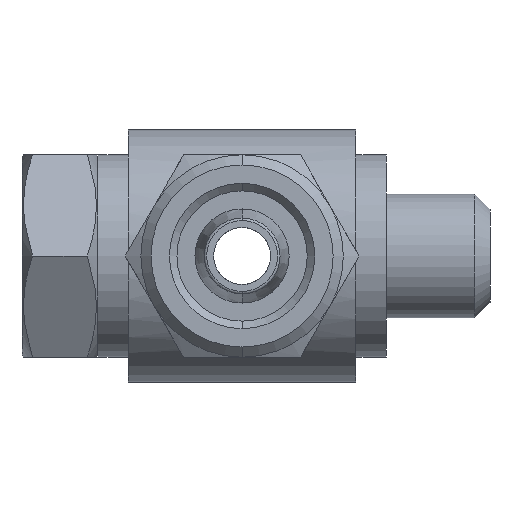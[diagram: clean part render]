
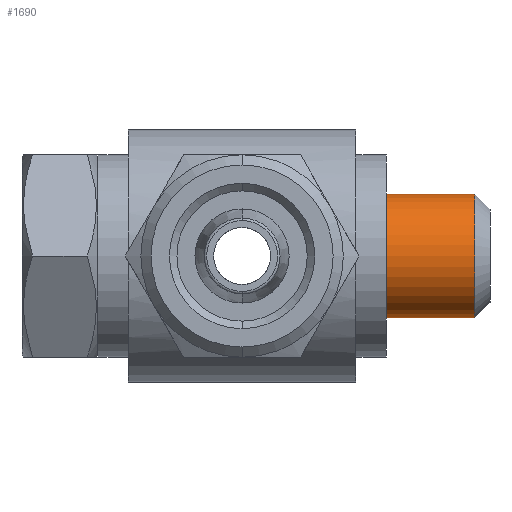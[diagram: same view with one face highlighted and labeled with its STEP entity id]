
A CAD part, left-side view. The second image highlights one B-rep face of the part: STEP entity #1690.
In plain terms, the highlighted cylindrical face has radius 2.45 mm (diameter 4.9 mm), a partial arc.
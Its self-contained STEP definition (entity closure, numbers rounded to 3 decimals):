
#910 = CARTESIAN_POINT ( 'NONE',  ( 0., 0.6, 2.45 ) ) ;
#912 = CARTESIAN_POINT ( 'NONE',  ( 0., 0.6, -2.45 ) ) ;
#958 = CARTESIAN_POINT ( 'NONE',  ( 0., 36.035, -2.45 ) ) ;
#959 = DIRECTION ( 'NONE',  ( 0., 1., 0. ) ) ;
#966 = CARTESIAN_POINT ( 'NONE',  ( 0., 36.035, 2.45 ) ) ;
#967 = DIRECTION ( 'NONE',  ( 0., 1., 0. ) ) ;
#1066 = CARTESIAN_POINT ( 'NONE',  ( 0., 0.6, 0. ) ) ;
#1067 = DIRECTION ( 'NONE',  ( 0., 1., 0. ) ) ;
#1068 = DIRECTION ( 'NONE',  ( 0., 0., 1. ) ) ;
#1069 = CARTESIAN_POINT ( 'NONE',  ( 0., 4.1, 0. ) ) ;
#1070 = DIRECTION ( 'NONE',  ( 0., 1., 0. ) ) ;
#1071 = DIRECTION ( 'NONE',  ( 0., 0., 1. ) ) ;
#1188 = CARTESIAN_POINT ( 'NONE',  ( 0., 4.1, -2.45 ) ) ;
#1191 = CARTESIAN_POINT ( 'NONE',  ( 0., 4.1, 2.45 ) ) ;
#1324 = AXIS2_PLACEMENT_3D ( 'NONE', #3508, #3509, #3510 ) ;
#1508 = ORIENTED_EDGE ( 'NONE', *, *, #3015, .F. ) ;
#1534 = ORIENTED_EDGE ( 'NONE', *, *, #3045, .T. ) ;
#1570 = ORIENTED_EDGE ( 'NONE', *, *, #3018, .T. ) ;
#1584 = ORIENTED_EDGE ( 'NONE', *, *, #3046, .F. ) ;
#1690 = ADVANCED_FACE ( 'NONE', ( #3845 ), #3847, .T. ) ;
#1934 = CIRCLE ( 'NONE', #2152, 2.45 ) ;
#2108 = CIRCLE ( 'NONE', #2147, 2.45 ) ;
#2128 = VECTOR ( 'NONE', #967, 1000. ) ;
#2147 = AXIS2_PLACEMENT_3D ( 'NONE', #1069, #1070, #1071 ) ;
#2152 = AXIS2_PLACEMENT_3D ( 'NONE', #1066, #1067, #1068 ) ;
#2162 = VECTOR ( 'NONE', #959, 1000. ) ;
#2844 = EDGE_LOOP ( 'NONE', ( #1508, #1534, #1570, #1584 ) ) ;
#2906 = VERTEX_POINT ( 'NONE', #910 ) ;
#2921 = VERTEX_POINT ( 'NONE', #912 ) ;
#3015 = EDGE_CURVE ( 'NONE', #2921, #3105, #4000, .T. ) ;
#3018 = EDGE_CURVE ( 'NONE', #2906, #3110, #4001, .T. ) ;
#3045 = EDGE_CURVE ( 'NONE', #2921, #2906, #1934, .T. ) ;
#3046 = EDGE_CURVE ( 'NONE', #3105, #3110, #2108, .T. ) ;
#3105 = VERTEX_POINT ( 'NONE', #1188 ) ;
#3110 = VERTEX_POINT ( 'NONE', #1191 ) ;
#3508 = CARTESIAN_POINT ( 'NONE',  ( 0., 36.035, 0. ) ) ;
#3509 = DIRECTION ( 'NONE',  ( 0., 1., 0. ) ) ;
#3510 = DIRECTION ( 'NONE',  ( 0., 0., 1. ) ) ;
#3845 = FACE_OUTER_BOUND ( 'NONE', #2844, .T. ) ;
#3847 = CYLINDRICAL_SURFACE ( 'NONE', #1324, 2.45 ) ;
#4000 = LINE ( 'NONE', #958, #2162 ) ;
#4001 = LINE ( 'NONE', #966, #2128 ) ;
